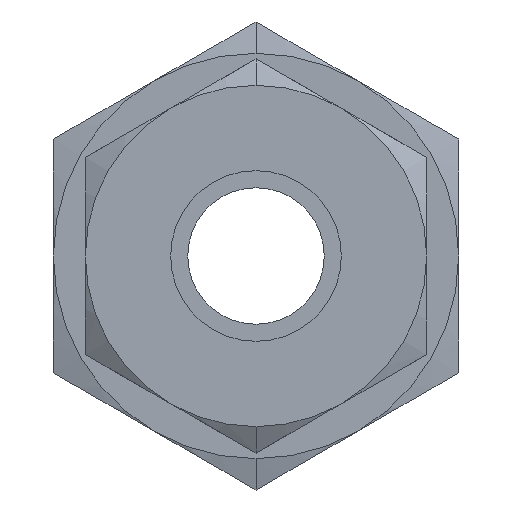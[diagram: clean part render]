
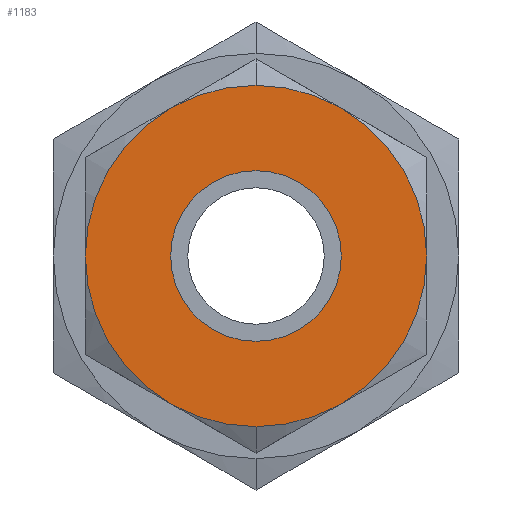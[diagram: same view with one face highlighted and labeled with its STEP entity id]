
A CAD part, left-side view. The second image highlights one B-rep face of the part: STEP entity #1183.
In plain terms, the highlighted planar face has unit normal (-1, 0, 0).
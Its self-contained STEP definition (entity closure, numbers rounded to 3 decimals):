
#38 = PLANE ( 'NONE',  #766 ) ;
#449 = DIRECTION ( 'NONE',  ( 1., 0., 0. ) ) ;
#533 = VERTEX_POINT ( 'NONE', #5337 ) ;
#766 = AXIS2_PLACEMENT_3D ( 'NONE', #6641, #3516, #1339 ) ;
#920 = VERTEX_POINT ( 'NONE', #2090 ) ;
#930 = CARTESIAN_POINT ( 'NONE',  ( 0., 0., -4. ) ) ;
#1183 = ADVANCED_FACE ( 'NONE', ( #2600, #4087 ), #38, .T. ) ;
#1268 = EDGE_LOOP ( 'NONE', ( #3326, #6089 ) ) ;
#1339 = DIRECTION ( 'NONE',  ( 0., 0., 1. ) ) ;
#1450 = DIRECTION ( 'NONE',  ( 0., 0., -1. ) ) ;
#1475 = ORIENTED_EDGE ( 'NONE', *, *, #7151, .F. ) ;
#1786 = CARTESIAN_POINT ( 'NONE',  ( 0., 0., -8. ) ) ;
#1806 = DIRECTION ( 'NONE',  ( 0., 0., 1. ) ) ;
#2090 = CARTESIAN_POINT ( 'NONE',  ( 0., 0., 8. ) ) ;
#2125 = CIRCLE ( 'NONE', #7000, 8. ) ;
#2256 = AXIS2_PLACEMENT_3D ( 'NONE', #5333, #3592, #1806 ) ;
#2482 = EDGE_CURVE ( 'NONE', #920, #3378, #6024, .T. ) ;
#2600 = FACE_BOUND ( 'NONE', #1268, .T. ) ;
#2916 = DIRECTION ( 'NONE',  ( 0., 0., -1. ) ) ;
#3199 = ORIENTED_EDGE ( 'NONE', *, *, #2482, .F. ) ;
#3319 = EDGE_LOOP ( 'NONE', ( #3199, #1475 ) ) ;
#3326 = ORIENTED_EDGE ( 'NONE', *, *, #5376, .T. ) ;
#3378 = VERTEX_POINT ( 'NONE', #1786 ) ;
#3516 = DIRECTION ( 'NONE',  ( -1., 0., 0. ) ) ;
#3592 = DIRECTION ( 'NONE',  ( 1., 0., 0. ) ) ;
#4087 = FACE_OUTER_BOUND ( 'NONE', #3319, .T. ) ;
#4431 = CIRCLE ( 'NONE', #5522, 4. ) ;
#4555 = CARTESIAN_POINT ( 'NONE',  ( 0., 0., 0. ) ) ;
#4567 = AXIS2_PLACEMENT_3D ( 'NONE', #4555, #6896, #2916 ) ;
#4600 = EDGE_CURVE ( 'NONE', #533, #5691, #4431, .T. ) ;
#5248 = CARTESIAN_POINT ( 'NONE',  ( 0., 0., 0. ) ) ;
#5333 = CARTESIAN_POINT ( 'NONE',  ( 0., 0., 0. ) ) ;
#5337 = CARTESIAN_POINT ( 'NONE',  ( 0., 0., 4. ) ) ;
#5376 = EDGE_CURVE ( 'NONE', #5691, #533, #5524, .T. ) ;
#5522 = AXIS2_PLACEMENT_3D ( 'NONE', #5248, #449, #6914 ) ;
#5524 = CIRCLE ( 'NONE', #4567, 4. ) ;
#5691 = VERTEX_POINT ( 'NONE', #930 ) ;
#6024 = CIRCLE ( 'NONE', #2256, 8. ) ;
#6089 = ORIENTED_EDGE ( 'NONE', *, *, #4600, .T. ) ;
#6139 = CARTESIAN_POINT ( 'NONE',  ( 0., 0., 0. ) ) ;
#6641 = CARTESIAN_POINT ( 'NONE',  ( 0., 0., 4. ) ) ;
#6678 = DIRECTION ( 'NONE',  ( 1., 0., 0. ) ) ;
#6896 = DIRECTION ( 'NONE',  ( 1., 0., 0. ) ) ;
#6914 = DIRECTION ( 'NONE',  ( 0., 0., 1. ) ) ;
#7000 = AXIS2_PLACEMENT_3D ( 'NONE', #6139, #6678, #1450 ) ;
#7151 = EDGE_CURVE ( 'NONE', #3378, #920, #2125, .T. ) ;
